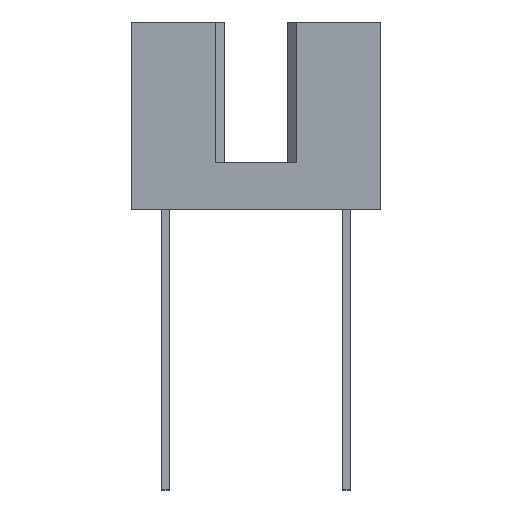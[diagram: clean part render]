
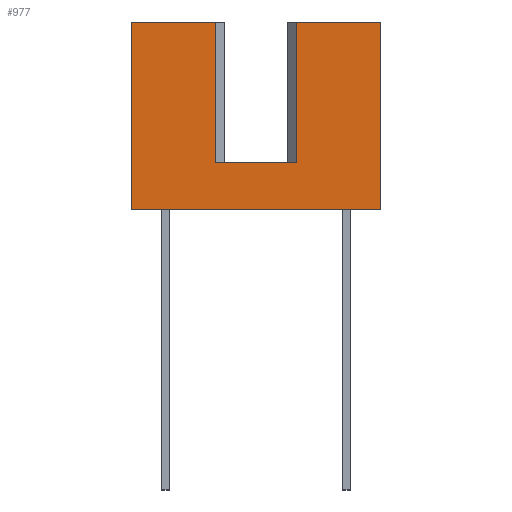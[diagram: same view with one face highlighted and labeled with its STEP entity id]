
A CAD part, top view. The second image highlights one B-rep face of the part: STEP entity #977.
In plain terms, the highlighted planar face has unit normal (0, 0, 1).
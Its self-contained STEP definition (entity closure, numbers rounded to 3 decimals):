
#17 = VERTEX_POINT ( 'NONE', #306 ) ;
#22 = EDGE_CURVE ( 'NONE', #1756, #1605, #319, .T. ) ;
#108 = EDGE_CURVE ( 'NONE', #167, #158, #715, .T. ) ;
#113 = ORIENTED_EDGE ( 'NONE', *, *, #22, .T. ) ;
#125 = VERTEX_POINT ( 'NONE', #858 ) ;
#136 = ORIENTED_EDGE ( 'NONE', *, *, #1377, .T. ) ;
#158 = VERTEX_POINT ( 'NONE', #1168 ) ;
#163 = ORIENTED_EDGE ( 'NONE', *, *, #296, .F. ) ;
#167 = VERTEX_POINT ( 'NONE', #1251 ) ;
#226 = ORIENTED_EDGE ( 'NONE', *, *, #1200, .T. ) ;
#296 = EDGE_CURVE ( 'NONE', #336, #125, #368, .T. ) ;
#306 = CARTESIAN_POINT ( 'NONE',  ( -1.1, 6., 0.75 ) ) ;
#319 = LINE ( 'NONE', #320, #321 ) ;
#320 = CARTESIAN_POINT ( 'NONE',  ( -1.1, 0., 0.75 ) ) ;
#321 = VECTOR ( 'NONE', #322, 1000. ) ;
#322 = DIRECTION ( 'NONE',  ( 1., 0., 0. ) ) ;
#336 = VERTEX_POINT ( 'NONE', #403 ) ;
#368 = LINE ( 'NONE', #369, #370 ) ;
#369 = CARTESIAN_POINT ( 'NONE',  ( 1.9, 1.5, 0.75 ) ) ;
#370 = VECTOR ( 'NONE', #371, 1000. ) ;
#371 = DIRECTION ( 'NONE',  ( 1., 0., 0. ) ) ;
#403 = CARTESIAN_POINT ( 'NONE',  ( 1.6, 1.5, 0.75 ) ) ;
#589 = CARTESIAN_POINT ( 'NONE',  ( -1.1, 0., 0.75 ) ) ;
#701 = FACE_OUTER_BOUND ( 'NONE', #1747, .T. ) ;
#702 = PLANE ( 'NONE',  #703 ) ;
#703 = AXIS2_PLACEMENT_3D ( 'NONE', #704, #705, #706 ) ;
#704 = CARTESIAN_POINT ( 'NONE',  ( -1.1, 6., 0.75 ) ) ;
#705 = DIRECTION ( 'NONE',  ( 0., 0., -1. ) ) ;
#706 = DIRECTION ( 'NONE',  ( -1., 0., 0. ) ) ;
#715 = LINE ( 'NONE', #719, #720 ) ;
#719 = CARTESIAN_POINT ( 'NONE',  ( -1.1, 6., 0.75 ) ) ;
#720 = VECTOR ( 'NONE', #721, 1000. ) ;
#721 = DIRECTION ( 'NONE',  ( 1., 0., 0. ) ) ;
#810 = LINE ( 'NONE', #811, #812 ) ;
#811 = CARTESIAN_POINT ( 'NONE',  ( 6.9, 6., 0.75 ) ) ;
#812 = VECTOR ( 'NONE', #813, 1000. ) ;
#813 = DIRECTION ( 'NONE',  ( 0., -1., 0. ) ) ;
#822 = LINE ( 'NONE', #823, #824 ) ;
#823 = CARTESIAN_POINT ( 'NONE',  ( -1.1, 6., 0.75 ) ) ;
#824 = VECTOR ( 'NONE', #825, 1000. ) ;
#825 = DIRECTION ( 'NONE',  ( 0., -1., 0. ) ) ;
#858 = CARTESIAN_POINT ( 'NONE',  ( 4.2, 1.5, 0.75 ) ) ;
#934 = LINE ( 'NONE', #939, #940 ) ;
#939 = CARTESIAN_POINT ( 'NONE',  ( 1.6, 6., 0.75 ) ) ;
#940 = VECTOR ( 'NONE', #941, 1000. ) ;
#941 = DIRECTION ( 'NONE',  ( 0., 1., 0. ) ) ;
#977 = ADVANCED_FACE ( 'NONE', ( #701 ), #702, .F. ) ;
#1039 = LINE ( 'NONE', #1040, #1041 ) ;
#1040 = CARTESIAN_POINT ( 'NONE',  ( 4.2, 6., 0.75 ) ) ;
#1041 = VECTOR ( 'NONE', #1042, 1000. ) ;
#1042 = DIRECTION ( 'NONE',  ( 0., -1., 0. ) ) ;
#1060 = LINE ( 'NONE', #1061, #1062 ) ;
#1061 = CARTESIAN_POINT ( 'NONE',  ( -1.1, 6., 0.75 ) ) ;
#1062 = VECTOR ( 'NONE', #1063, 1000. ) ;
#1063 = DIRECTION ( 'NONE',  ( 1., 0., 0. ) ) ;
#1099 = CARTESIAN_POINT ( 'NONE',  ( 6.9, 0., 0.75 ) ) ;
#1163 = EDGE_CURVE ( 'NONE', #158, #1605, #810, .T. ) ;
#1168 = CARTESIAN_POINT ( 'NONE',  ( 6.9, 6., 0.75 ) ) ;
#1200 = EDGE_CURVE ( 'NONE', #17, #1756, #822, .T. ) ;
#1251 = CARTESIAN_POINT ( 'NONE',  ( 4.2, 6., 0.75 ) ) ;
#1377 = EDGE_CURVE ( 'NONE', #336, #1695, #934, .T. ) ;
#1437 = CARTESIAN_POINT ( 'NONE',  ( 1.6, 6., 0.75 ) ) ;
#1521 = EDGE_CURVE ( 'NONE', #167, #125, #1039, .T. ) ;
#1574 = ORIENTED_EDGE ( 'NONE', *, *, #108, .F. ) ;
#1605 = VERTEX_POINT ( 'NONE', #1099 ) ;
#1640 = ORIENTED_EDGE ( 'NONE', *, *, #1521, .T. ) ;
#1653 = ORIENTED_EDGE ( 'NONE', *, *, #1817, .F. ) ;
#1695 = VERTEX_POINT ( 'NONE', #1437 ) ;
#1747 = EDGE_LOOP ( 'NONE', ( #1574, #1640, #163, #136, #1653, #226, #113, #1854 ) ) ;
#1756 = VERTEX_POINT ( 'NONE', #589 ) ;
#1817 = EDGE_CURVE ( 'NONE', #17, #1695, #1060, .T. ) ;
#1854 = ORIENTED_EDGE ( 'NONE', *, *, #1163, .F. ) ;
